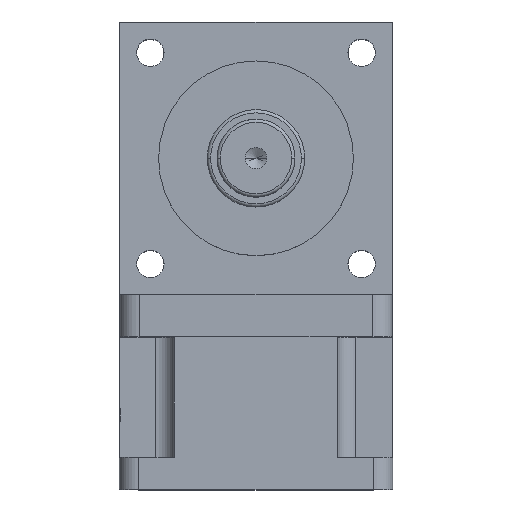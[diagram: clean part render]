
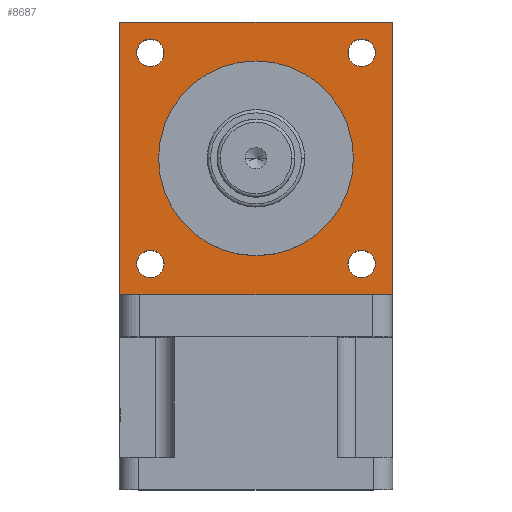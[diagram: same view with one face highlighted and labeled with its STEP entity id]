
A CAD part, top view. The second image highlights one B-rep face of the part: STEP entity #8687.
In plain terms, the highlighted planar face has unit normal (0, 0, 1).
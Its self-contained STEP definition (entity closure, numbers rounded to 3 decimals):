
#35 = CIRCLE ( 'NONE', #3047, 2.1 ) ;
#55 = ORIENTED_EDGE ( 'NONE', *, *, #5585, .T. ) ;
#131 = ORIENTED_EDGE ( 'NONE', *, *, #8096, .T. ) ;
#145 = CIRCLE ( 'NONE', #4566, 2.1 ) ;
#167 = VERTEX_POINT ( 'NONE', #4843 ) ;
#242 = DIRECTION ( 'NONE',  ( 0., 0., -1. ) ) ;
#256 = DIRECTION ( 'NONE',  ( 0., -1., 0. ) ) ;
#301 = FACE_BOUND ( 'NONE', #5360, .T. ) ;
#450 = VERTEX_POINT ( 'NONE', #8180 ) ;
#457 = EDGE_LOOP ( 'NONE', ( #7160, #5054 ) ) ;
#571 = AXIS2_PLACEMENT_3D ( 'NONE', #2498, #5795, #8568 ) ;
#685 = CARTESIAN_POINT ( 'NONE',  ( 21., -21., 22. ) ) ;
#691 = VECTOR ( 'NONE', #6464, 1000. ) ;
#728 = AXIS2_PLACEMENT_3D ( 'NONE', #4687, #8845, #7438 ) ;
#742 = CARTESIAN_POINT ( 'NONE',  ( -15., 0., 22. ) ) ;
#796 = DIRECTION ( 'NONE',  ( -1., 0., 0. ) ) ;
#816 = CIRCLE ( 'NONE', #1976, 2.1 ) ;
#847 = ORIENTED_EDGE ( 'NONE', *, *, #6450, .T. ) ;
#870 = LINE ( 'NONE', #3685, #3430 ) ;
#912 = CARTESIAN_POINT ( 'NONE',  ( -18.363, -16.263, 22. ) ) ;
#948 = CARTESIAN_POINT ( 'NONE',  ( -21., -21., 22. ) ) ;
#959 = EDGE_LOOP ( 'NONE', ( #5955, #6975 ) ) ;
#1019 = AXIS2_PLACEMENT_3D ( 'NONE', #1050, #4450, #3742 ) ;
#1050 = CARTESIAN_POINT ( 'NONE',  ( 16.263, -16.263, 22. ) ) ;
#1139 = VERTEX_POINT ( 'NONE', #7952 ) ;
#1247 = ORIENTED_EDGE ( 'NONE', *, *, #3591, .T. ) ;
#1259 = CIRCLE ( 'NONE', #1412, 2.1 ) ;
#1313 = DIRECTION ( 'NONE',  ( 0., 0., -1. ) ) ;
#1344 = DIRECTION ( 'NONE',  ( 0., 1., 0. ) ) ;
#1412 = AXIS2_PLACEMENT_3D ( 'NONE', #5061, #242, #7271 ) ;
#1517 = DIRECTION ( 'NONE',  ( 0., 0., -1. ) ) ;
#1560 = DIRECTION ( 'NONE',  ( 0., 0., -1. ) ) ;
#1576 = VERTEX_POINT ( 'NONE', #8742 ) ;
#1587 = VECTOR ( 'NONE', #1344, 1000. ) ;
#1707 = VERTEX_POINT ( 'NONE', #912 ) ;
#1740 = CARTESIAN_POINT ( 'NONE',  ( -16.263, 16.263, 22. ) ) ;
#1815 = ORIENTED_EDGE ( 'NONE', *, *, #4892, .T. ) ;
#1844 = DIRECTION ( 'NONE',  ( 1., 0., 0. ) ) ;
#1866 = CARTESIAN_POINT ( 'NONE',  ( -21., -21., 22. ) ) ;
#1976 = AXIS2_PLACEMENT_3D ( 'NONE', #1740, #6435, #8570 ) ;
#1995 = CARTESIAN_POINT ( 'NONE',  ( 16.263, -16.263, 22. ) ) ;
#2002 = AXIS2_PLACEMENT_3D ( 'NONE', #4599, #2767, #5485 ) ;
#2005 = DIRECTION ( 'NONE',  ( -1., 0., 0. ) ) ;
#2153 = AXIS2_PLACEMENT_3D ( 'NONE', #5221, #2378, #1844 ) ;
#2366 = CARTESIAN_POINT ( 'NONE',  ( 0., 0., 22. ) ) ;
#2378 = DIRECTION ( 'NONE',  ( 0., 0., 1. ) ) ;
#2398 = CARTESIAN_POINT ( 'NONE',  ( -20.7, 21., 22. ) ) ;
#2498 = CARTESIAN_POINT ( 'NONE',  ( -20.7, 20.7, 22. ) ) ;
#2681 = ORIENTED_EDGE ( 'NONE', *, *, #6599, .T. ) ;
#2729 = CIRCLE ( 'NONE', #8622, 2.1 ) ;
#2767 = DIRECTION ( 'NONE',  ( 0., 0., -1. ) ) ;
#2833 = AXIS2_PLACEMENT_3D ( 'NONE', #7502, #8197, #6024 ) ;
#2914 = CARTESIAN_POINT ( 'NONE',  ( -16.263, -16.263, 22. ) ) ;
#2919 = EDGE_CURVE ( 'NONE', #1576, #3175, #816, .T. ) ;
#2993 = VERTEX_POINT ( 'NONE', #4674 ) ;
#3030 = EDGE_CURVE ( 'NONE', #167, #2993, #6833, .T. ) ;
#3038 = FACE_OUTER_BOUND ( 'NONE', #7303, .T. ) ;
#3047 = AXIS2_PLACEMENT_3D ( 'NONE', #6786, #4681, #6707 ) ;
#3100 = VERTEX_POINT ( 'NONE', #742 ) ;
#3175 = VERTEX_POINT ( 'NONE', #4360 ) ;
#3219 = EDGE_LOOP ( 'NONE', ( #8311, #4772 ) ) ;
#3332 = VERTEX_POINT ( 'NONE', #4079 ) ;
#3360 = DIRECTION ( 'NONE',  ( -1., 0., 0. ) ) ;
#3430 = VECTOR ( 'NONE', #256, 1000. ) ;
#3582 = EDGE_CURVE ( 'NONE', #3332, #1707, #1259, .T. ) ;
#3591 = EDGE_CURVE ( 'NONE', #6556, #7251, #6415, .T. ) ;
#3685 = CARTESIAN_POINT ( 'NONE',  ( -21., 21., 22. ) ) ;
#3691 = FACE_BOUND ( 'NONE', #7023, .T. ) ;
#3742 = DIRECTION ( 'NONE',  ( -1., 0., 0. ) ) ;
#3939 = VERTEX_POINT ( 'NONE', #2398 ) ;
#4079 = CARTESIAN_POINT ( 'NONE',  ( -14.163, -16.263, 22. ) ) ;
#4360 = CARTESIAN_POINT ( 'NONE',  ( -14.163, 16.263, 22. ) ) ;
#4450 = DIRECTION ( 'NONE',  ( 0., 0., -1. ) ) ;
#4566 = AXIS2_PLACEMENT_3D ( 'NONE', #7696, #1560, #8528 ) ;
#4587 = FACE_BOUND ( 'NONE', #3219, .T. ) ;
#4599 = CARTESIAN_POINT ( 'NONE',  ( 16.263, 16.263, 22. ) ) ;
#4604 = EDGE_CURVE ( 'NONE', #1139, #3100, #5990, .T. ) ;
#4625 = EDGE_CURVE ( 'NONE', #7101, #7842, #5850, .T. ) ;
#4674 = CARTESIAN_POINT ( 'NONE',  ( 20.7, 21., 22. ) ) ;
#4681 = DIRECTION ( 'NONE',  ( 0., 0., -1. ) ) ;
#4687 = CARTESIAN_POINT ( 'NONE',  ( 0., 0., 22. ) ) ;
#4772 = ORIENTED_EDGE ( 'NONE', *, *, #6170, .T. ) ;
#4787 = ORIENTED_EDGE ( 'NONE', *, *, #8633, .T. ) ;
#4843 = CARTESIAN_POINT ( 'NONE',  ( 21., 20.7, 22. ) ) ;
#4892 = EDGE_CURVE ( 'NONE', #3939, #7171, #8167, .T. ) ;
#5036 = CIRCLE ( 'NONE', #6036, 2.1 ) ;
#5054 = ORIENTED_EDGE ( 'NONE', *, *, #4604, .F. ) ;
#5061 = CARTESIAN_POINT ( 'NONE',  ( -16.263, -16.263, 22. ) ) ;
#5076 = DIRECTION ( 'NONE',  ( 0., 0., 1. ) ) ;
#5221 = CARTESIAN_POINT ( 'NONE',  ( 0., 0., 22. ) ) ;
#5303 = CIRCLE ( 'NONE', #728, 15. ) ;
#5360 = EDGE_LOOP ( 'NONE', ( #131, #5804 ) ) ;
#5393 = LINE ( 'NONE', #6743, #7739 ) ;
#5485 = DIRECTION ( 'NONE',  ( -1., 0., 0. ) ) ;
#5492 = LINE ( 'NONE', #6942, #1587 ) ;
#5585 = EDGE_CURVE ( 'NONE', #7251, #167, #5492, .T. ) ;
#5795 = DIRECTION ( 'NONE',  ( 0., 0., 1. ) ) ;
#5804 = ORIENTED_EDGE ( 'NONE', *, *, #3582, .T. ) ;
#5850 = CIRCLE ( 'NONE', #2002, 2.1 ) ;
#5955 = ORIENTED_EDGE ( 'NONE', *, *, #8331, .T. ) ;
#5990 = CIRCLE ( 'NONE', #2153, 15. ) ;
#6024 = DIRECTION ( 'NONE',  ( 1., 0., 0. ) ) ;
#6036 = AXIS2_PLACEMENT_3D ( 'NONE', #2914, #1517, #796 ) ;
#6103 = DIRECTION ( 'NONE',  ( 1., 0., 0. ) ) ;
#6170 = EDGE_CURVE ( 'NONE', #3175, #1576, #145, .T. ) ;
#6383 = EDGE_CURVE ( 'NONE', #2993, #3939, #5393, .T. ) ;
#6415 = LINE ( 'NONE', #948, #691 ) ;
#6432 = FACE_BOUND ( 'NONE', #457, .T. ) ;
#6435 = DIRECTION ( 'NONE',  ( 0., 0., -1. ) ) ;
#6450 = EDGE_CURVE ( 'NONE', #7171, #6556, #870, .T. ) ;
#6464 = DIRECTION ( 'NONE',  ( 1., 0., 0. ) ) ;
#6556 = VERTEX_POINT ( 'NONE', #1866 ) ;
#6599 = EDGE_CURVE ( 'NONE', #8793, #450, #2729, .T. ) ;
#6631 = ORIENTED_EDGE ( 'NONE', *, *, #3030, .T. ) ;
#6707 = DIRECTION ( 'NONE',  ( -1., 0., 0. ) ) ;
#6743 = CARTESIAN_POINT ( 'NONE',  ( -21., 21., 22. ) ) ;
#6786 = CARTESIAN_POINT ( 'NONE',  ( 16.263, 16.263, 22. ) ) ;
#6833 = CIRCLE ( 'NONE', #2833, 0.3 ) ;
#6857 = EDGE_CURVE ( 'NONE', #3100, #1139, #5303, .T. ) ;
#6942 = CARTESIAN_POINT ( 'NONE',  ( 21., 21., 22. ) ) ;
#6975 = ORIENTED_EDGE ( 'NONE', *, *, #4625, .T. ) ;
#7023 = EDGE_LOOP ( 'NONE', ( #4787, #2681 ) ) ;
#7101 = VERTEX_POINT ( 'NONE', #7846 ) ;
#7160 = ORIENTED_EDGE ( 'NONE', *, *, #6857, .F. ) ;
#7171 = VERTEX_POINT ( 'NONE', #8190 ) ;
#7251 = VERTEX_POINT ( 'NONE', #685 ) ;
#7271 = DIRECTION ( 'NONE',  ( -1., 0., 0. ) ) ;
#7303 = EDGE_LOOP ( 'NONE', ( #8518, #1815, #847, #1247, #55, #6631 ) ) ;
#7343 = FACE_BOUND ( 'NONE', #959, .T. ) ;
#7438 = DIRECTION ( 'NONE',  ( 1., 0., 0. ) ) ;
#7502 = CARTESIAN_POINT ( 'NONE',  ( 20.7, 20.7, 22. ) ) ;
#7696 = CARTESIAN_POINT ( 'NONE',  ( -16.263, 16.263, 22. ) ) ;
#7739 = VECTOR ( 'NONE', #2005, 1000. ) ;
#7842 = VERTEX_POINT ( 'NONE', #8769 ) ;
#7846 = CARTESIAN_POINT ( 'NONE',  ( 18.363, 16.263, 22. ) ) ;
#7898 = CIRCLE ( 'NONE', #1019, 2.1 ) ;
#7952 = CARTESIAN_POINT ( 'NONE',  ( 15., 0., 22. ) ) ;
#8071 = CARTESIAN_POINT ( 'NONE',  ( 18.363, -16.263, 22. ) ) ;
#8096 = EDGE_CURVE ( 'NONE', #1707, #3332, #5036, .T. ) ;
#8167 = CIRCLE ( 'NONE', #571, 0.3 ) ;
#8180 = CARTESIAN_POINT ( 'NONE',  ( 14.163, -16.263, 22. ) ) ;
#8190 = CARTESIAN_POINT ( 'NONE',  ( -21., 20.7, 22. ) ) ;
#8197 = DIRECTION ( 'NONE',  ( 0., 0., 1. ) ) ;
#8311 = ORIENTED_EDGE ( 'NONE', *, *, #2919, .T. ) ;
#8331 = EDGE_CURVE ( 'NONE', #7842, #7101, #35, .T. ) ;
#8518 = ORIENTED_EDGE ( 'NONE', *, *, #6383, .T. ) ;
#8525 = PLANE ( 'NONE',  #8630 ) ;
#8528 = DIRECTION ( 'NONE',  ( -1., 0., 0. ) ) ;
#8568 = DIRECTION ( 'NONE',  ( 1., 0., 0. ) ) ;
#8570 = DIRECTION ( 'NONE',  ( -1., 0., 0. ) ) ;
#8622 = AXIS2_PLACEMENT_3D ( 'NONE', #1995, #1313, #3360 ) ;
#8630 = AXIS2_PLACEMENT_3D ( 'NONE', #2366, #5076, #6103 ) ;
#8633 = EDGE_CURVE ( 'NONE', #450, #8793, #7898, .T. ) ;
#8687 = ADVANCED_FACE ( 'NONE', ( #6432, #4587, #7343, #3691, #301, #3038 ), #8525, .T. ) ;
#8742 = CARTESIAN_POINT ( 'NONE',  ( -18.363, 16.263, 22. ) ) ;
#8769 = CARTESIAN_POINT ( 'NONE',  ( 14.163, 16.263, 22. ) ) ;
#8793 = VERTEX_POINT ( 'NONE', #8071 ) ;
#8845 = DIRECTION ( 'NONE',  ( 0., 0., 1. ) ) ;
